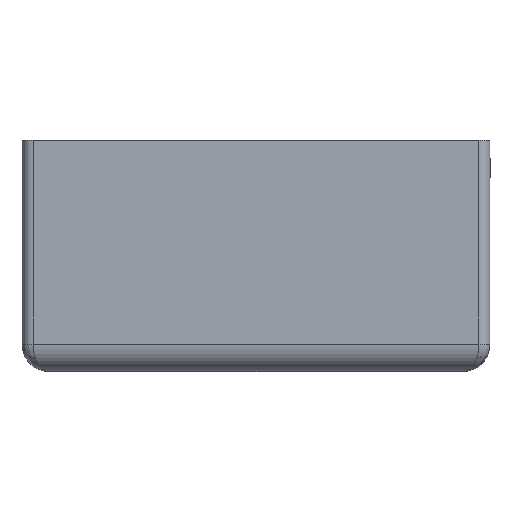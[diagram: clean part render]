
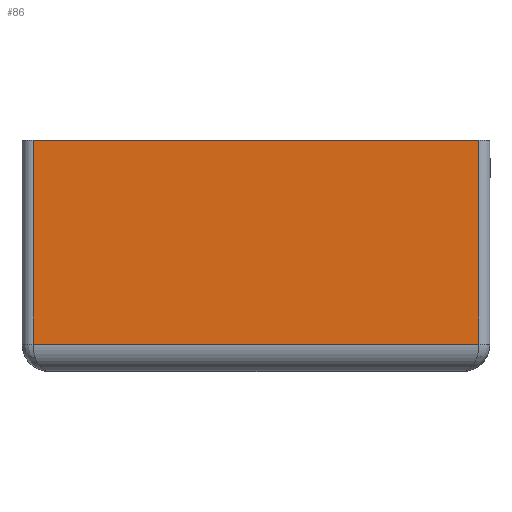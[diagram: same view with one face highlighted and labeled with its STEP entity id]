
A CAD part, left-side view. The second image highlights one B-rep face of the part: STEP entity #86.
In plain terms, the highlighted planar face has unit normal (-1, 0, 0).
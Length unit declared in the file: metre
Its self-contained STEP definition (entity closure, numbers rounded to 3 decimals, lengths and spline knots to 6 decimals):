
#86 = ADVANCED_FACE( '', ( #203 ), #204, .F. );
#203 = FACE_OUTER_BOUND( '', #654, .T. );
#204 = PLANE( '', #655 );
#654 = EDGE_LOOP( '', ( #1139, #1140, #1141, #1142 ) );
#655 = AXIS2_PLACEMENT_3D( '', #1143, #1144, #1145 );
#1139 = ORIENTED_EDGE( '', *, *, #1493, .F. );
#1140 = ORIENTED_EDGE( '', *, *, #1494, .T. );
#1141 = ORIENTED_EDGE( '', *, *, #1481, .T. );
#1142 = ORIENTED_EDGE( '', *, *, #1495, .T. );
#1143 = CARTESIAN_POINT( '', ( -0.0125, 0.03, 0.04 ) );
#1144 = DIRECTION( '', ( 1., 0., 0. ) );
#1145 = DIRECTION( '', ( 0., 0., -1. ) );
#1481 = EDGE_CURVE( '', #1634, #1657, #1658, .T. );
#1493 = EDGE_CURVE( '', #1676, #1677, #1678, .T. );
#1494 = EDGE_CURVE( '', #1676, #1634, #1679, .T. );
#1495 = EDGE_CURVE( '', #1657, #1677, #1680, .F. );
#1634 = VERTEX_POINT( '', #1867 );
#1657 = VERTEX_POINT( '', #1896 );
#1658 = LINE( '', #1897, #1898 );
#1676 = VERTEX_POINT( '', #1921 );
#1677 = VERTEX_POINT( '', #1922 );
#1678 = LINE( '', #1923, #1924 );
#1679 = LINE( '', #1925, #1926 );
#1680 = LINE( '', #1927, #1928 );
#1867 = CARTESIAN_POINT( '', ( -0.0125, 0.0705, 0.003 ) );
#1896 = CARTESIAN_POINT( '', ( -0.0125, -0.0105, 0.003 ) );
#1897 = CARTESIAN_POINT( '', ( -0.0125, 0.03, 0.003 ) );
#1898 = VECTOR( '', #2162, 1. );
#1921 = CARTESIAN_POINT( '', ( -0.0125, 0.0705, 0.04 ) );
#1922 = CARTESIAN_POINT( '', ( -0.0125, -0.0105, 0.04 ) );
#1923 = CARTESIAN_POINT( '', ( -0.0125, 0.03, 0.04 ) );
#1924 = VECTOR( '', #2177, 1. );
#1925 = CARTESIAN_POINT( '', ( -0.0125, 0.0705, 0.04 ) );
#1926 = VECTOR( '', #2178, 1. );
#1927 = CARTESIAN_POINT( '', ( -0.0125, -0.0105, 0.04 ) );
#1928 = VECTOR( '', #2179, 1. );
#2162 = DIRECTION( '', ( 0., -1., 0. ) );
#2177 = DIRECTION( '', ( 0., -1., 0. ) );
#2178 = DIRECTION( '', ( 0., 0., -1. ) );
#2179 = DIRECTION( '', ( 0., 0., -1. ) );
